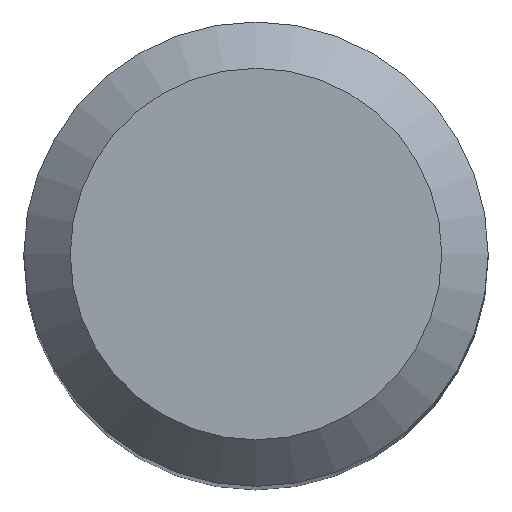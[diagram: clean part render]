
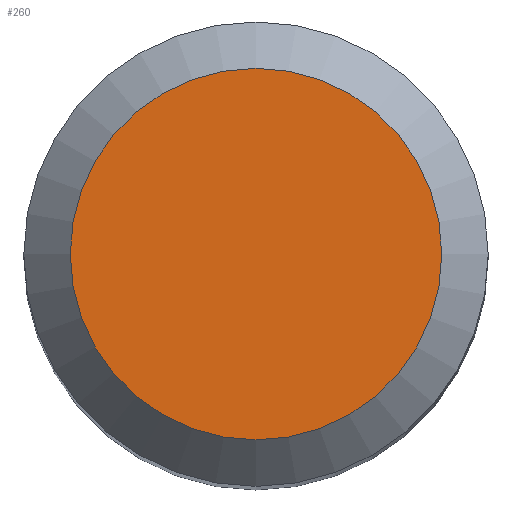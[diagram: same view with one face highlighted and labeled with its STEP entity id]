
A CAD part, top view. The second image highlights one B-rep face of the part: STEP entity #260.
In plain terms, the highlighted planar face has unit normal (0, 0, 1).
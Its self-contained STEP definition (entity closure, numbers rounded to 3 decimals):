
#42 = ORIENTED_EDGE ( 'NONE', *, *, #65, .F. ) ;
#50 = VERTEX_POINT ( 'NONE', #142 ) ;
#62 = PLANE ( 'NONE',  #256 ) ;
#65 = EDGE_CURVE ( 'NONE', #50, #50, #287, .T. ) ;
#84 = CARTESIAN_POINT ( 'NONE',  ( 0., 0., 32. ) ) ;
#142 = CARTESIAN_POINT ( 'NONE',  ( 0., 1.6, 32. ) ) ;
#147 = DIRECTION ( 'NONE',  ( 0., 1., 0. ) ) ;
#164 = EDGE_LOOP ( 'NONE', ( #42 ) ) ;
#173 = DIRECTION ( 'NONE',  ( 0., 0., -1. ) ) ;
#183 = DIRECTION ( 'NONE',  ( 0., 1., 0. ) ) ;
#205 = FACE_OUTER_BOUND ( 'NONE', #164, .T. ) ;
#232 = DIRECTION ( 'NONE',  ( 0., 0., -1. ) ) ;
#256 = AXIS2_PLACEMENT_3D ( 'NONE', #84, #232, #183 ) ;
#260 = ADVANCED_FACE ( 'NONE', ( #205 ), #62, .F. ) ;
#270 = CARTESIAN_POINT ( 'NONE',  ( 0., 0., 32. ) ) ;
#287 = CIRCLE ( 'NONE', #299, 1.6 ) ;
#299 = AXIS2_PLACEMENT_3D ( 'NONE', #270, #173, #147 ) ;
